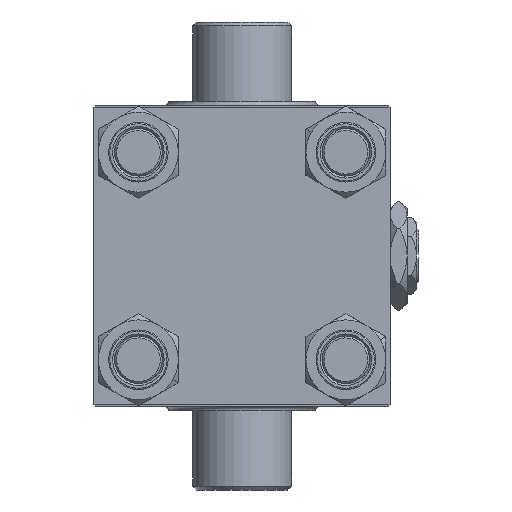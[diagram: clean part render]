
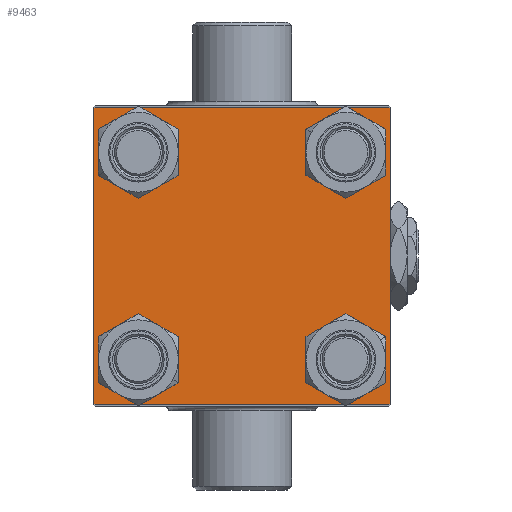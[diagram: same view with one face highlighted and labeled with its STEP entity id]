
A CAD part, left-side view. The second image highlights one B-rep face of the part: STEP entity #9463.
In plain terms, the highlighted planar face has unit normal (-1, 0, 0).
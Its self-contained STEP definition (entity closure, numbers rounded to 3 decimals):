
#262 = CARTESIAN_POINT ( 'NONE',  ( 0., 26.15, 19.65 ) ) ;
#1076 = ORIENTED_EDGE ( 'NONE', *, *, #23052, .F. ) ;
#1159 = CIRCLE ( 'NONE', #31879, 6.5 ) ;
#1262 = ORIENTED_EDGE ( 'NONE', *, *, #25756, .T. ) ;
#1636 = ORIENTED_EDGE ( 'NONE', *, *, #6441, .T. ) ;
#1643 = CARTESIAN_POINT ( 'NONE',  ( 0., 37.5, 37.5 ) ) ;
#1908 = DIRECTION ( 'NONE',  ( -1., 0., 0. ) ) ;
#2066 = VERTEX_POINT ( 'NONE', #15196 ) ;
#2951 = EDGE_LOOP ( 'NONE', ( #29447, #1262 ) ) ;
#3255 = VERTEX_POINT ( 'NONE', #29034 ) ;
#3285 = DIRECTION ( 'NONE',  ( 0., 0.707, -0.707 ) ) ;
#4203 = EDGE_CURVE ( 'NONE', #36253, #29881, #18412, .T. ) ;
#4206 = DIRECTION ( 'NONE',  ( 1., 0., 0. ) ) ;
#4856 = CARTESIAN_POINT ( 'NONE',  ( 0., -26.15, -26.15 ) ) ;
#4914 = ORIENTED_EDGE ( 'NONE', *, *, #46289, .T. ) ;
#5181 = CIRCLE ( 'NONE', #16996, 6.5 ) ;
#5598 = CARTESIAN_POINT ( 'NONE',  ( 0., 26.15, 32.65 ) ) ;
#5611 = FACE_BOUND ( 'NONE', #5779, .T. ) ;
#5779 = EDGE_LOOP ( 'NONE', ( #29583, #4914 ) ) ;
#5920 = AXIS2_PLACEMENT_3D ( 'NONE', #37245, #4206, #41424 ) ;
#5988 = AXIS2_PLACEMENT_3D ( 'NONE', #44060, #1908, #9556 ) ;
#6062 = VERTEX_POINT ( 'NONE', #16612 ) ;
#6441 = EDGE_CURVE ( 'NONE', #23820, #15888, #34214, .T. ) ;
#6900 = VERTEX_POINT ( 'NONE', #28194 ) ;
#6921 = CARTESIAN_POINT ( 'NONE',  ( 0., -26.15, -19.65 ) ) ;
#7303 = VERTEX_POINT ( 'NONE', #262 ) ;
#8480 = CARTESIAN_POINT ( 'NONE',  ( 0., -26.15, -26.15 ) ) ;
#8583 = ORIENTED_EDGE ( 'NONE', *, *, #40860, .T. ) ;
#8631 = CARTESIAN_POINT ( 'NONE',  ( 0., -26.15, -32.65 ) ) ;
#9040 = DIRECTION ( 'NONE',  ( 0., 0., 1. ) ) ;
#9079 = EDGE_CURVE ( 'NONE', #26830, #7303, #45275, .T. ) ;
#9189 = DIRECTION ( 'NONE',  ( 1., 0., 0. ) ) ;
#9463 = ADVANCED_FACE ( 'NONE', ( #43322, #39376, #36412, #5611, #20618 ), #39853, .T. ) ;
#9556 = DIRECTION ( 'NONE',  ( 0., 0., 1. ) ) ;
#10080 = EDGE_CURVE ( 'NONE', #27367, #46178, #5181, .T. ) ;
#10254 = EDGE_CURVE ( 'NONE', #6062, #2066, #37016, .T. ) ;
#10288 = ORIENTED_EDGE ( 'NONE', *, *, #27016, .T. ) ;
#10910 = DIRECTION ( 'NONE',  ( 0., 0., 1. ) ) ;
#11336 = EDGE_LOOP ( 'NONE', ( #17345, #41499, #29294, #8583, #46509, #10288, #1076, #47389 ) ) ;
#11767 = DIRECTION ( 'NONE',  ( 0., -1., 0. ) ) ;
#12094 = CARTESIAN_POINT ( 'NONE',  ( 0., 37., 37.5 ) ) ;
#12314 = VECTOR ( 'NONE', #15845, 1000. ) ;
#12422 = VERTEX_POINT ( 'NONE', #40987 ) ;
#12736 = LINE ( 'NONE', #1643, #32269 ) ;
#12807 = CIRCLE ( 'NONE', #33253, 6.5 ) ;
#14550 = CARTESIAN_POINT ( 'NONE',  ( 0., 37., -37.5 ) ) ;
#14617 = EDGE_LOOP ( 'NONE', ( #46737, #40668 ) ) ;
#14799 = DIRECTION ( 'NONE',  ( 0., -1., 0. ) ) ;
#15196 = CARTESIAN_POINT ( 'NONE',  ( 0., -37.5, -37. ) ) ;
#15231 = DIRECTION ( 'NONE',  ( 0., 0., 1. ) ) ;
#15845 = DIRECTION ( 'NONE',  ( 0., -0.707, 0.707 ) ) ;
#15888 = VERTEX_POINT ( 'NONE', #8631 ) ;
#15947 = CARTESIAN_POINT ( 'NONE',  ( 0., 26.15, -32.65 ) ) ;
#16200 = LINE ( 'NONE', #42817, #40422 ) ;
#16572 = CIRCLE ( 'NONE', #44921, 6.5 ) ;
#16601 = CARTESIAN_POINT ( 'NONE',  ( 0., 37.5, 37. ) ) ;
#16612 = CARTESIAN_POINT ( 'NONE',  ( 0., -37.5, 37. ) ) ;
#16996 = AXIS2_PLACEMENT_3D ( 'NONE', #20258, #9189, #28406 ) ;
#17345 = ORIENTED_EDGE ( 'NONE', *, *, #4203, .T. ) ;
#18412 = LINE ( 'NONE', #26530, #19881 ) ;
#18894 = CARTESIAN_POINT ( 'NONE',  ( 0., 37.5, -37. ) ) ;
#19341 = VECTOR ( 'NONE', #40459, 1000. ) ;
#19517 = DIRECTION ( 'NONE',  ( 0., -0.707, -0.707 ) ) ;
#19759 = CARTESIAN_POINT ( 'NONE',  ( 0., 37.25, -37.25 ) ) ;
#19881 = VECTOR ( 'NONE', #33466, 1000. ) ;
#20258 = CARTESIAN_POINT ( 'NONE',  ( 0., 26.15, -26.15 ) ) ;
#20273 = DIRECTION ( 'NONE',  ( 1., 0., 0. ) ) ;
#20618 = FACE_OUTER_BOUND ( 'NONE', #11336, .T. ) ;
#20980 = VERTEX_POINT ( 'NONE', #41617 ) ;
#21025 = ORIENTED_EDGE ( 'NONE', *, *, #36152, .T. ) ;
#22700 = CIRCLE ( 'NONE', #47136, 6.5 ) ;
#22973 = CARTESIAN_POINT ( 'NONE',  ( 0., 37.25, 37.25 ) ) ;
#23052 = EDGE_CURVE ( 'NONE', #34030, #6900, #12736, .T. ) ;
#23820 = VERTEX_POINT ( 'NONE', #6921 ) ;
#23943 = CARTESIAN_POINT ( 'NONE',  ( 0., -37.25, -37.25 ) ) ;
#23976 = EDGE_CURVE ( 'NONE', #12422, #3255, #25975, .T. ) ;
#24052 = CARTESIAN_POINT ( 'NONE',  ( 0., -26.15, 26.15 ) ) ;
#25151 = EDGE_CURVE ( 'NONE', #29881, #38782, #30866, .T. ) ;
#25425 = CARTESIAN_POINT ( 'NONE',  ( 0., -37.5, 37.5 ) ) ;
#25756 = EDGE_CURVE ( 'NONE', #46178, #27367, #16572, .T. ) ;
#25975 = CIRCLE ( 'NONE', #33883, 6.5 ) ;
#26530 = CARTESIAN_POINT ( 'NONE',  ( 0., 37.5, 37.5 ) ) ;
#26830 = VERTEX_POINT ( 'NONE', #5598 ) ;
#27016 = EDGE_CURVE ( 'NONE', #6062, #6900, #40807, .T. ) ;
#27367 = VERTEX_POINT ( 'NONE', #27843 ) ;
#27768 = DIRECTION ( 'NONE',  ( 0., 0., 1. ) ) ;
#27843 = CARTESIAN_POINT ( 'NONE',  ( 0., 26.15, -19.65 ) ) ;
#28194 = CARTESIAN_POINT ( 'NONE',  ( 0., -37., 37.5 ) ) ;
#28406 = DIRECTION ( 'NONE',  ( 0., 0., 1. ) ) ;
#29034 = CARTESIAN_POINT ( 'NONE',  ( 0., -26.15, 19.65 ) ) ;
#29294 = ORIENTED_EDGE ( 'NONE', *, *, #33214, .T. ) ;
#29447 = ORIENTED_EDGE ( 'NONE', *, *, #10080, .T. ) ;
#29479 = DIRECTION ( 'NONE',  ( 0., 0.707, 0.707 ) ) ;
#29583 = ORIENTED_EDGE ( 'NONE', *, *, #9079, .T. ) ;
#29635 = CARTESIAN_POINT ( 'NONE',  ( 0., -26.15, 26.15 ) ) ;
#29881 = VERTEX_POINT ( 'NONE', #18894 ) ;
#29999 = VECTOR ( 'NONE', #29479, 1000. ) ;
#30129 = EDGE_CURVE ( 'NONE', #3255, #12422, #12807, .T. ) ;
#30666 = DIRECTION ( 'NONE',  ( 0., 0., 1. ) ) ;
#30866 = LINE ( 'NONE', #19759, #40209 ) ;
#31230 = DIRECTION ( 'NONE',  ( 1., 0., 0. ) ) ;
#31879 = AXIS2_PLACEMENT_3D ( 'NONE', #8480, #20273, #30666 ) ;
#32269 = VECTOR ( 'NONE', #11767, 1000. ) ;
#33214 = EDGE_CURVE ( 'NONE', #38782, #20980, #16200, .T. ) ;
#33253 = AXIS2_PLACEMENT_3D ( 'NONE', #29635, #44668, #10910 ) ;
#33466 = DIRECTION ( 'NONE',  ( 0., 0., -1. ) ) ;
#33883 = AXIS2_PLACEMENT_3D ( 'NONE', #24052, #37719, #27768 ) ;
#34030 = VERTEX_POINT ( 'NONE', #12094 ) ;
#34214 = CIRCLE ( 'NONE', #39684, 6.5 ) ;
#34588 = LINE ( 'NONE', #23943, #12314 ) ;
#34695 = DIRECTION ( 'NONE',  ( 0., 0., 1. ) ) ;
#35148 = VECTOR ( 'NONE', #3285, 1000. ) ;
#36152 = EDGE_CURVE ( 'NONE', #15888, #23820, #1159, .T. ) ;
#36253 = VERTEX_POINT ( 'NONE', #16601 ) ;
#36412 = FACE_BOUND ( 'NONE', #2951, .T. ) ;
#37016 = LINE ( 'NONE', #25425, #19341 ) ;
#37245 = CARTESIAN_POINT ( 'NONE',  ( 0., 26.15, 26.15 ) ) ;
#37719 = DIRECTION ( 'NONE',  ( 1., 0., 0. ) ) ;
#38144 = DIRECTION ( 'NONE',  ( 1., 0., 0. ) ) ;
#38389 = CARTESIAN_POINT ( 'NONE',  ( 0., 26.15, -26.15 ) ) ;
#38782 = VERTEX_POINT ( 'NONE', #14550 ) ;
#39376 = FACE_BOUND ( 'NONE', #47325, .T. ) ;
#39684 = AXIS2_PLACEMENT_3D ( 'NONE', #4856, #31230, #34695 ) ;
#39853 = PLANE ( 'NONE',  #5988 ) ;
#40209 = VECTOR ( 'NONE', #19517, 1000. ) ;
#40422 = VECTOR ( 'NONE', #14799, 1000. ) ;
#40459 = DIRECTION ( 'NONE',  ( 0., 0., -1. ) ) ;
#40668 = ORIENTED_EDGE ( 'NONE', *, *, #30129, .T. ) ;
#40807 = LINE ( 'NONE', #42455, #29999 ) ;
#40860 = EDGE_CURVE ( 'NONE', #20980, #2066, #34588, .T. ) ;
#40987 = CARTESIAN_POINT ( 'NONE',  ( 0., -26.15, 32.65 ) ) ;
#41051 = EDGE_CURVE ( 'NONE', #34030, #36253, #41478, .T. ) ;
#41424 = DIRECTION ( 'NONE',  ( 0., 0., 1. ) ) ;
#41478 = LINE ( 'NONE', #22973, #35148 ) ;
#41499 = ORIENTED_EDGE ( 'NONE', *, *, #25151, .T. ) ;
#41617 = CARTESIAN_POINT ( 'NONE',  ( 0., -37., -37.5 ) ) ;
#42455 = CARTESIAN_POINT ( 'NONE',  ( 0., -37.25, 37.25 ) ) ;
#42817 = CARTESIAN_POINT ( 'NONE',  ( 0., 37.5, -37.5 ) ) ;
#43047 = DIRECTION ( 'NONE',  ( 1., 0., 0. ) ) ;
#43322 = FACE_BOUND ( 'NONE', #14617, .T. ) ;
#44060 = CARTESIAN_POINT ( 'NONE',  ( 0., 0., 0. ) ) ;
#44668 = DIRECTION ( 'NONE',  ( 1., 0., 0. ) ) ;
#44921 = AXIS2_PLACEMENT_3D ( 'NONE', #38389, #38144, #15231 ) ;
#45275 = CIRCLE ( 'NONE', #5920, 6.5 ) ;
#46178 = VERTEX_POINT ( 'NONE', #15947 ) ;
#46254 = CARTESIAN_POINT ( 'NONE',  ( 0., 26.15, 26.15 ) ) ;
#46289 = EDGE_CURVE ( 'NONE', #7303, #26830, #22700, .T. ) ;
#46509 = ORIENTED_EDGE ( 'NONE', *, *, #10254, .F. ) ;
#46737 = ORIENTED_EDGE ( 'NONE', *, *, #23976, .T. ) ;
#47136 = AXIS2_PLACEMENT_3D ( 'NONE', #46254, #43047, #9040 ) ;
#47325 = EDGE_LOOP ( 'NONE', ( #1636, #21025 ) ) ;
#47389 = ORIENTED_EDGE ( 'NONE', *, *, #41051, .T. ) ;
